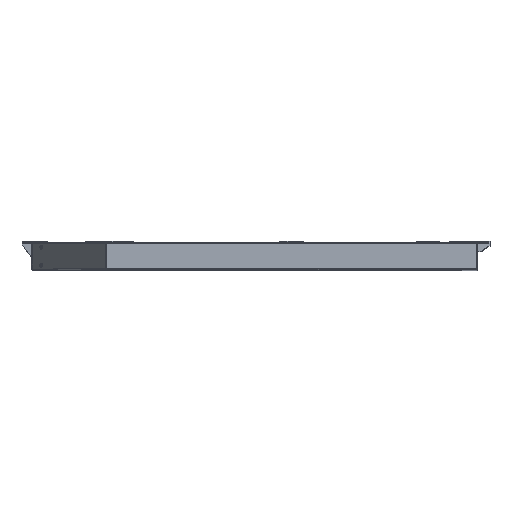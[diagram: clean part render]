
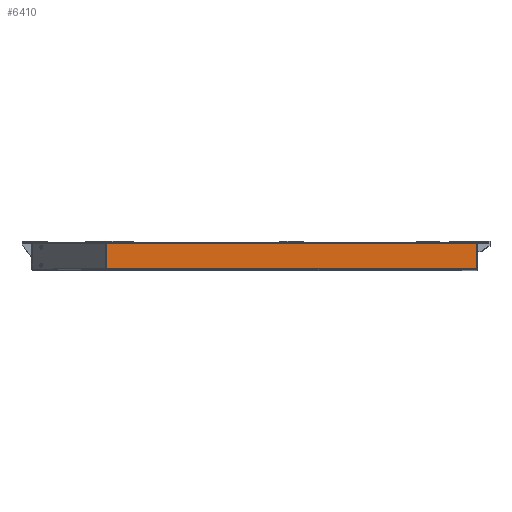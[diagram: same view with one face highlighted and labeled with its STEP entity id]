
A CAD part, top view. The second image highlights one B-rep face of the part: STEP entity #6410.
In plain terms, the highlighted planar face has unit normal (0, 0, 1).
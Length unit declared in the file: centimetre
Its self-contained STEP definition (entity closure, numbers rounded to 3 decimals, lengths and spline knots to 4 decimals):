
#713=FACE_OUTER_BOUND('',#1136,.T.);
#1136=EDGE_LOOP('',(#4515,#4516,#4517,#4518));
#1618=LINE('',#9610,#2212);
#1619=LINE('',#9612,#2213);
#1620=LINE('',#9614,#2214);
#1621=LINE('',#9615,#2215);
#2212=VECTOR('',#7654,6.5);
#2213=VECTOR('',#7655,95.2534);
#2214=VECTOR('',#7656,6.5);
#2215=VECTOR('',#7657,95.2534);
#2929=VERTEX_POINT('',#9608);
#2930=VERTEX_POINT('',#9609);
#2931=VERTEX_POINT('',#9611);
#2932=VERTEX_POINT('',#9613);
#3542=EDGE_CURVE('',#2929,#2930,#1618,.T.);
#3543=EDGE_CURVE('',#2930,#2931,#1619,.T.);
#3544=EDGE_CURVE('',#2931,#2932,#1620,.T.);
#3545=EDGE_CURVE('',#2932,#2929,#1621,.T.);
#4515=ORIENTED_EDGE('',*,*,#3542,.T.);
#4516=ORIENTED_EDGE('',*,*,#3543,.T.);
#4517=ORIENTED_EDGE('',*,*,#3544,.T.);
#4518=ORIENTED_EDGE('',*,*,#3545,.T.);
#6163=PLANE('',#6847);
#6410=ADVANCED_FACE('',(#713),#6163,.T.);
#6847=AXIS2_PLACEMENT_3D('',#9607,#7652,#7653);
#7652=DIRECTION('center_axis',(0.,0.,1.));
#7653=DIRECTION('ref_axis',(0.,1.,0.));
#7654=DIRECTION('',(0.,-1.,0.));
#7655=DIRECTION('',(1.,0.,0.));
#7656=DIRECTION('',(0.,1.,0.));
#7657=DIRECTION('',(-1.,0.,0.));
#9607=CARTESIAN_POINT('Origin',(55.9356,-3.25,59.2));
#9608=CARTESIAN_POINT('',(54.8966,3.25,59.2));
#9609=CARTESIAN_POINT('',(54.8966,-3.25,59.2));
#9610=CARTESIAN_POINT('',(54.8966,3.25,59.2));
#9611=CARTESIAN_POINT('',(150.15,-3.25,59.2));
#9612=CARTESIAN_POINT('',(54.8966,-3.25,59.2));
#9613=CARTESIAN_POINT('',(150.15,3.25,59.2));
#9614=CARTESIAN_POINT('',(150.15,-3.25,59.2));
#9615=CARTESIAN_POINT('',(150.15,3.25,59.2));
